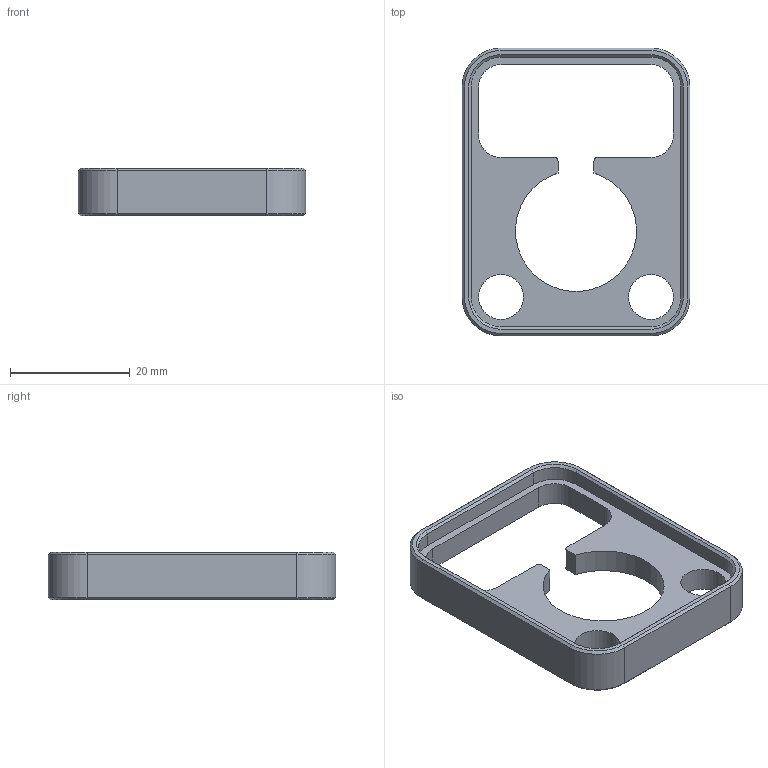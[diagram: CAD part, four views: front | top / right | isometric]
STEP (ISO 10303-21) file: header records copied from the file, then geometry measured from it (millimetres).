
FILE_DESCRIPTION(/* description */ (''),/* implementation_level */ '2;1');
FILE_NAME(/* name */ 'FCM_Case_V2.step',/* time_stamp */ '2022-04-14T20:01:57+03:00',/* author */ (''),/* organization */ (''),/* preprocessor_version */ 'ST-DEVELOPER v18.1',/* originating_system */ 'Autodesk Translation Framework v10.13.0.1454',/* authorisation */ '');
FILE_SCHEMA (('AUTOMOTIVE_DESIGN { 1 0 10303 214 3 1 1 }'));
Length unit declared in the file: millimetre
Products named in the file (1): (Unsaved)
Bounding box: 38 x 48 x 8 mm (x, y, z)
Volume: 4380 mm3; surface area: 4263.6 mm2
Topology: 1 solids, 1 shells, 76 faces, 184 edges, 112 vertices
Faces by surface type: plane 39, cylinder 21, cone 16
Full cylindrical faces by diameter (mm): 7.5 x2
Entity records: 2242 total; most frequent: DIRECTION 396, CARTESIAN_POINT 373, ORIENTED_EDGE 368, EDGE_CURVE 184, AXIS2_PLACEMENT_3D 135, LINE 126, VECTOR 126, VERTEX_POINT 112
